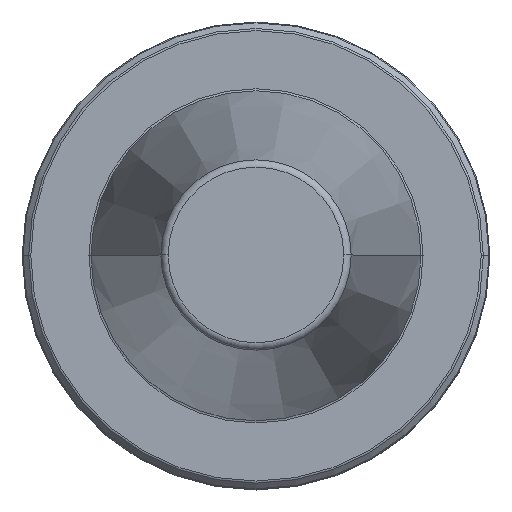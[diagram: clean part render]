
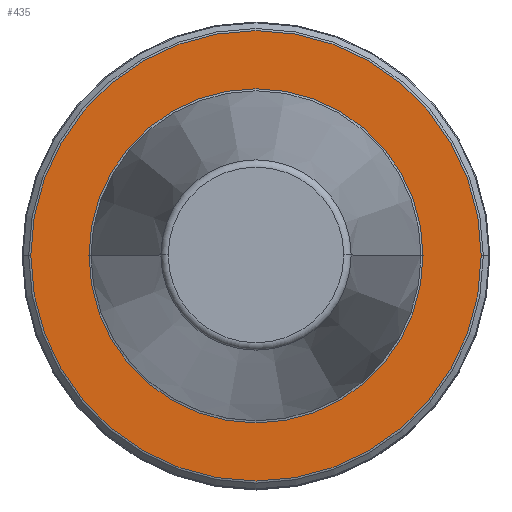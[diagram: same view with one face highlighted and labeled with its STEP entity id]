
A CAD part, top view. The second image highlights one B-rep face of the part: STEP entity #435.
In plain terms, the highlighted planar face has unit normal (0, 0, 1).
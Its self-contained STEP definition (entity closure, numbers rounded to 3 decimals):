
#15 = EDGE_CURVE ( 'NONE', #370, #271, #599, .T. ) ;
#31 = ORIENTED_EDGE ( 'NONE', *, *, #15, .F. ) ;
#56 = DIRECTION ( 'NONE',  ( -1., 0., 0. ) ) ;
#89 = EDGE_CURVE ( 'NONE', #981, #868, #471, .T. ) ;
#167 = CARTESIAN_POINT ( 'NONE',  ( 0., 0., -2. ) ) ;
#177 = DIRECTION ( 'NONE',  ( 0., 0., -1. ) ) ;
#216 = AXIS2_PLACEMENT_3D ( 'NONE', #716, #542, #446 ) ;
#246 = DIRECTION ( 'NONE',  ( -1., 0., 0. ) ) ;
#271 = VERTEX_POINT ( 'NONE', #1020 ) ;
#370 = VERTEX_POINT ( 'NONE', #534 ) ;
#375 = FACE_BOUND ( 'NONE', #1200, .T. ) ;
#379 = AXIS2_PLACEMENT_3D ( 'NONE', #714, #449, #695 ) ;
#399 = CIRCLE ( 'NONE', #798, 30.334 ) ;
#435 = ADVANCED_FACE ( 'NONE', ( #833, #375 ), #799, .F. ) ;
#446 = DIRECTION ( 'NONE',  ( -1., 0., 0. ) ) ;
#449 = DIRECTION ( 'NONE',  ( 0., 0., -1. ) ) ;
#461 = AXIS2_PLACEMENT_3D ( 'NONE', #167, #637, #56 ) ;
#468 = CIRCLE ( 'NONE', #216, 22.5 ) ;
#471 = CIRCLE ( 'NONE', #461, 22.5 ) ;
#534 = CARTESIAN_POINT ( 'NONE',  ( -30.334, 0., -2. ) ) ;
#542 = DIRECTION ( 'NONE',  ( 0., 0., -1. ) ) ;
#566 = EDGE_CURVE ( 'NONE', #868, #981, #468, .T. ) ;
#599 = CIRCLE ( 'NONE', #644, 30.334 ) ;
#637 = DIRECTION ( 'NONE',  ( 0., 0., -1. ) ) ;
#642 = CARTESIAN_POINT ( 'NONE',  ( 0., 0., -2. ) ) ;
#644 = AXIS2_PLACEMENT_3D ( 'NONE', #642, #177, #246 ) ;
#691 = ORIENTED_EDGE ( 'NONE', *, *, #566, .T. ) ;
#695 = DIRECTION ( 'NONE',  ( -1., 0., 0. ) ) ;
#714 = CARTESIAN_POINT ( 'NONE',  ( 0., 0., -2. ) ) ;
#716 = CARTESIAN_POINT ( 'NONE',  ( 0., 0., -2. ) ) ;
#769 = DIRECTION ( 'NONE',  ( 0., 0., -1. ) ) ;
#798 = AXIS2_PLACEMENT_3D ( 'NONE', #943, #769, #1032 ) ;
#799 = PLANE ( 'NONE',  #379 ) ;
#823 = CARTESIAN_POINT ( 'NONE',  ( 22.5, 0., -2. ) ) ;
#833 = FACE_OUTER_BOUND ( 'NONE', #1004, .T. ) ;
#868 = VERTEX_POINT ( 'NONE', #901 ) ;
#893 = EDGE_CURVE ( 'NONE', #271, #370, #399, .T. ) ;
#896 = ORIENTED_EDGE ( 'NONE', *, *, #89, .T. ) ;
#901 = CARTESIAN_POINT ( 'NONE',  ( -22.5, 0., -2. ) ) ;
#943 = CARTESIAN_POINT ( 'NONE',  ( 0., 0., -2. ) ) ;
#981 = VERTEX_POINT ( 'NONE', #823 ) ;
#1004 = EDGE_LOOP ( 'NONE', ( #31, #1136 ) ) ;
#1020 = CARTESIAN_POINT ( 'NONE',  ( 30.334, 0., -2. ) ) ;
#1032 = DIRECTION ( 'NONE',  ( -1., 0., 0. ) ) ;
#1136 = ORIENTED_EDGE ( 'NONE', *, *, #893, .F. ) ;
#1200 = EDGE_LOOP ( 'NONE', ( #691, #896 ) ) ;
